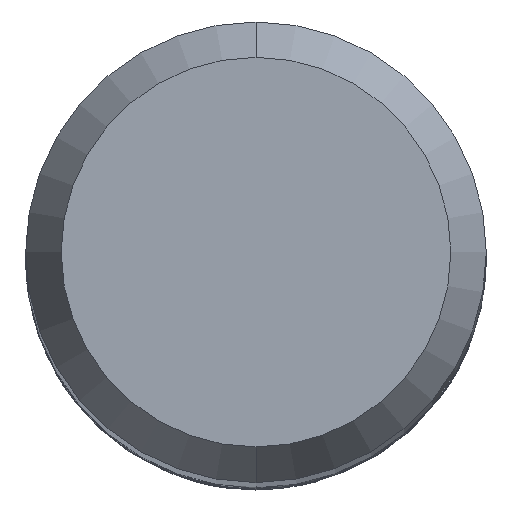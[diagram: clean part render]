
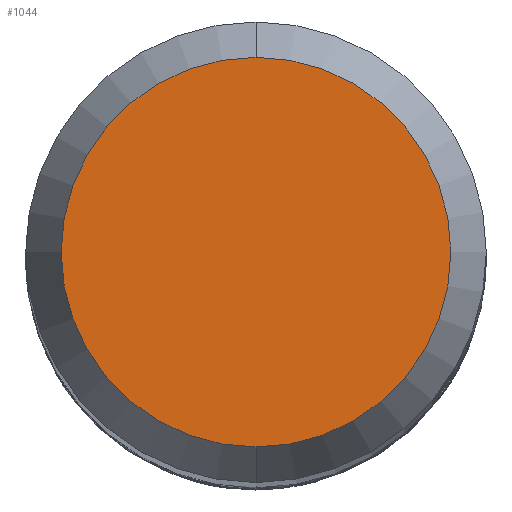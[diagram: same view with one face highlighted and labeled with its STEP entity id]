
A CAD part, top view. The second image highlights one B-rep face of the part: STEP entity #1044.
In plain terms, the highlighted planar face has unit normal (0, 0, 1).
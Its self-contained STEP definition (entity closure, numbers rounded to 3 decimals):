
#1044=ADVANCED_FACE('',(#2692),#2693,.T.);
#1050=VERTEX_POINT('',#2699);
#1490=EDGE_CURVE('',#1606,#1050,#3182,.T.);
#1606=VERTEX_POINT('',#3308);
#1770=EDGE_CURVE('',#1050,#1606,#3489,.T.);
#2692=FACE_OUTER_BOUND('',#6443,.T.);
#2693=PLANE('',#6444);
#2699=CARTESIAN_POINT('',(0.0,2.538,0.0));
#3182=CIRCLE('',#9800,2.538);
#3308=CARTESIAN_POINT('',(0.,-2.538,0.0));
#3489=CIRCLE('',#12163,2.538);
#6443=EDGE_LOOP('',(#18962,#18963));
#6444=AXIS2_PLACEMENT_3D('',#18964,#18965,#18966);
#9800=AXIS2_PLACEMENT_3D('',#19453,#19454,#19455);
#12163=AXIS2_PLACEMENT_3D('',#19788,#19789,#19790);
#18962=ORIENTED_EDGE('',*,*,#1770,.F.);
#18963=ORIENTED_EDGE('',*,*,#1490,.F.);
#18964=CARTESIAN_POINT('',(0.0,1.269,0.0));
#18965=DIRECTION('',(-0.0,0.0,1.0));
#18966=DIRECTION('',(0.0,-1.0,0.0));
#19453=CARTESIAN_POINT('',(0.0,0.0,0.0));
#19454=DIRECTION('',(0.0,0.0,-1.0));
#19455=DIRECTION('',(0.0,1.0,0.0));
#19788=CARTESIAN_POINT('',(0.0,0.0,0.0));
#19789=DIRECTION('',(0.0,0.0,-1.0));
#19790=DIRECTION('',(0.0,1.0,0.0));
